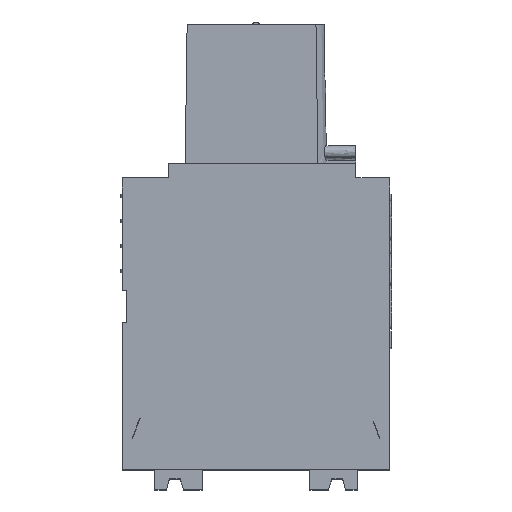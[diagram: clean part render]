
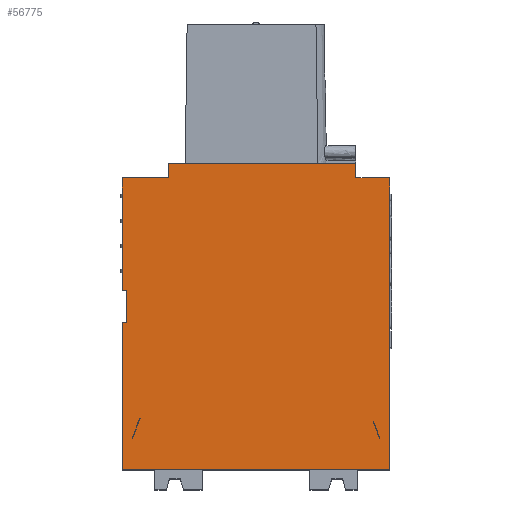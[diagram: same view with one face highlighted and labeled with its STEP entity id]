
A CAD part, top view. The second image highlights one B-rep face of the part: STEP entity #56775.
In plain terms, the highlighted planar face has unit normal (0, 0, 1).
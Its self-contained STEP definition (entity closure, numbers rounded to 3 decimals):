
#318=CARTESIAN_POINT('',(14.539,0.,-28.));
#319=VERTEX_POINT('',#318);
#326=CARTESIAN_POINT('',(14.559,0.,-28.));
#327=VERTEX_POINT('',#326);
#328=CARTESIAN_POINT('',(14.539,0.,-28.));
#329=DIRECTION('',(1.,0.,0.));
#330=VECTOR('',#329,0.02);
#331=LINE('',#328,#330);
#332=EDGE_CURVE('',#319,#327,#331,.T.);
#1118=CARTESIAN_POINT('',(14.196,0.878,-28.));
#1119=VERTEX_POINT('',#1118);
#1126=CARTESIAN_POINT('',(14.196,0.878,-28.));
#1127=DIRECTION('',(0.364,-0.931,0.));
#1128=VECTOR('',#1127,0.943);
#1129=LINE('',#1126,#1128);
#1130=EDGE_CURVE('',#1119,#319,#1129,.T.);
#1249=CARTESIAN_POINT('',(14.195,0.953,-28.));
#1250=VERTEX_POINT('',#1249);
#1257=CARTESIAN_POINT('',(14.195,0.953,-28.));
#1258=DIRECTION('',(0.01,-1.,0.));
#1259=VECTOR('',#1258,0.075);
#1260=LINE('',#1257,#1259);
#1261=EDGE_CURVE('',#1250,#1119,#1260,.T.);
#1678=CARTESIAN_POINT('',(15.109,14.6,-28.));
#1679=VERTEX_POINT('',#1678);
#1686=CARTESIAN_POINT('',(15.109,-1.77,-28.));
#1687=VERTEX_POINT('',#1686);
#1688=CARTESIAN_POINT('',(15.109,14.6,-28.));
#1689=DIRECTION('',(0.,-1.,0.));
#1690=VECTOR('',#1689,16.37);
#1691=LINE('',#1688,#1690);
#1692=EDGE_CURVE('',#1679,#1687,#1691,.T.);
#8379=CARTESIAN_POINT('',(13.209,15.4,-28.));
#8380=VERTEX_POINT('',#8379);
#8387=CARTESIAN_POINT('',(13.209,14.6,-28.));
#8388=VERTEX_POINT('',#8387);
#8389=CARTESIAN_POINT('',(13.209,15.4,-28.));
#8390=DIRECTION('',(0.,-1.,0.));
#8391=VECTOR('',#8390,0.8);
#8392=LINE('',#8389,#8391);
#8393=EDGE_CURVE('',#8380,#8388,#8392,.T.);
#8411=CARTESIAN_POINT('',(13.209,14.6,-28.));
#8412=DIRECTION('',(1.,0.,0.));
#8413=VECTOR('',#8412,1.9);
#8414=LINE('',#8411,#8413);
#8415=EDGE_CURVE('',#8388,#1679,#8414,.T.);
#9549=CARTESIAN_POINT('',(0.109,-1.77,-28.));
#9550=VERTEX_POINT('',#9549);
#9551=CARTESIAN_POINT('',(15.109,-1.77,-28.));
#9552=DIRECTION('',(-1.,0.,0.));
#9553=VECTOR('',#9552,15.);
#9554=LINE('',#9551,#9553);
#9555=EDGE_CURVE('',#1687,#9550,#9554,.T.);
#9975=CARTESIAN_POINT('',(0.109,6.5,-28.));
#9976=VERTEX_POINT('',#9975);
#9977=CARTESIAN_POINT('',(0.109,-1.77,-28.));
#9978=DIRECTION('',(0.,1.,0.));
#9979=VECTOR('',#9978,8.27);
#9980=LINE('',#9977,#9979);
#9981=EDGE_CURVE('',#9550,#9976,#9980,.T.);
#10169=CARTESIAN_POINT('',(0.359,6.5,-28.));
#10170=VERTEX_POINT('',#10169);
#10171=CARTESIAN_POINT('',(0.109,6.5,-28.));
#10172=DIRECTION('',(1.,0.,0.));
#10173=VECTOR('',#10172,0.25);
#10174=LINE('',#10171,#10173);
#10175=EDGE_CURVE('',#9976,#10170,#10174,.T.);
#10193=CARTESIAN_POINT('',(0.359,8.3,-28.));
#10194=VERTEX_POINT('',#10193);
#10195=CARTESIAN_POINT('',(0.359,6.5,-28.));
#10196=DIRECTION('',(0.,1.,0.));
#10197=VECTOR('',#10196,1.8);
#10198=LINE('',#10195,#10197);
#10199=EDGE_CURVE('',#10170,#10194,#10198,.T.);
#10217=CARTESIAN_POINT('',(0.109,8.3,-28.));
#10218=VERTEX_POINT('',#10217);
#10219=CARTESIAN_POINT('',(0.359,8.3,-28.));
#10220=DIRECTION('',(-1.,0.,0.));
#10221=VECTOR('',#10220,0.25);
#10222=LINE('',#10219,#10221);
#10223=EDGE_CURVE('',#10194,#10218,#10222,.T.);
#10241=CARTESIAN_POINT('',(0.109,14.6,-28.));
#10242=VERTEX_POINT('',#10241);
#10243=CARTESIAN_POINT('',(0.109,8.3,-28.));
#10244=DIRECTION('',(0.,1.,0.));
#10245=VECTOR('',#10244,6.3);
#10246=LINE('',#10243,#10245);
#10247=EDGE_CURVE('',#10218,#10242,#10246,.T.);
#10945=CARTESIAN_POINT('',(2.709,14.6,-28.));
#10946=VERTEX_POINT('',#10945);
#10947=CARTESIAN_POINT('',(0.109,14.6,-28.));
#10948=DIRECTION('',(1.,0.,0.));
#10949=VECTOR('',#10948,2.6);
#10950=LINE('',#10947,#10949);
#10951=EDGE_CURVE('',#10242,#10946,#10950,.T.);
#10969=CARTESIAN_POINT('',(2.709,15.4,-28.));
#10970=VERTEX_POINT('',#10969);
#10971=CARTESIAN_POINT('',(2.709,14.6,-28.));
#10972=DIRECTION('',(0.,1.,0.));
#10973=VECTOR('',#10972,0.8);
#10974=LINE('',#10971,#10973);
#10975=EDGE_CURVE('',#10946,#10970,#10974,.T.);
#11173=CARTESIAN_POINT('',(13.209,15.4,-28.));
#11174=DIRECTION('',(-1.,0.,0.));
#11175=VECTOR('',#11174,10.5);
#11176=LINE('',#11173,#11175);
#11177=EDGE_CURVE('',#8380,#10970,#11176,.T.);
#11533=CARTESIAN_POINT('',(0.678,0.,-28.));
#11534=VERTEX_POINT('',#11533);
#11541=CARTESIAN_POINT('',(1.109,1.1,-28.));
#11542=VERTEX_POINT('',#11541);
#11543=CARTESIAN_POINT('',(0.678,0.,-28.));
#11544=DIRECTION('',(0.364,0.931,0.));
#11545=VECTOR('',#11544,1.181);
#11546=LINE('',#11543,#11545);
#11547=EDGE_CURVE('',#11534,#11542,#11546,.T.);
#11845=CARTESIAN_POINT('',(0.659,0.,-28.));
#11846=VERTEX_POINT('',#11845);
#11853=CARTESIAN_POINT('',(0.659,0.,-28.));
#11854=DIRECTION('',(1.,0.,0.));
#11855=VECTOR('',#11854,0.02);
#11856=LINE('',#11853,#11855);
#11857=EDGE_CURVE('',#11846,#11534,#11856,.T.);
#56727=CARTESIAN_POINT('',(9.39,2.6,-28.));
#56728=DIRECTION('',(1.,0.,0.));
#56729=DIRECTION('',(0.,0.,1.));
#56730=AXIS2_PLACEMENT_3D('',#56727,#56729,#56728);
#56731=PLANE('',#56730);
#56732=ORIENTED_EDGE('',*,*,#10975,.F.);
#56733=ORIENTED_EDGE('',*,*,#10951,.F.);
#56734=ORIENTED_EDGE('',*,*,#10247,.F.);
#56735=ORIENTED_EDGE('',*,*,#10223,.F.);
#56736=ORIENTED_EDGE('',*,*,#10199,.F.);
#56737=ORIENTED_EDGE('',*,*,#10175,.F.);
#56738=ORIENTED_EDGE('',*,*,#9981,.F.);
#56739=ORIENTED_EDGE('',*,*,#9555,.F.);
#56740=ORIENTED_EDGE('',*,*,#1692,.F.);
#56741=ORIENTED_EDGE('',*,*,#8415,.F.);
#56742=ORIENTED_EDGE('',*,*,#8393,.F.);
#56743=ORIENTED_EDGE('',*,*,#11177,.T.);
#56744=EDGE_LOOP('',(#56732,#56733,#56734,#56735,#56736,#56737,#56738,#56739,#56740,#56741,#56742,#56743));
#56745=FACE_OUTER_BOUND('',#56744,.T.);
#56746=ORIENTED_EDGE('',*,*,#1130,.F.);
#56747=ORIENTED_EDGE('',*,*,#1261,.F.);
#56748=CARTESIAN_POINT('',(14.195,0.953,-28.));
#56749=DIRECTION('',(0.357,-0.934,0.));
#56750=VECTOR('',#56749,1.02);
#56751=LINE('',#56748,#56750);
#56752=EDGE_CURVE('',#1250,#327,#56751,.T.);
#56753=ORIENTED_EDGE('',*,*,#56752,.T.);
#56754=ORIENTED_EDGE('',*,*,#332,.F.);
#56755=EDGE_LOOP('',(#56746,#56747,#56753,#56754));
#56756=FACE_BOUND('',#56755,.T.);
#56757=ORIENTED_EDGE('',*,*,#11857,.F.);
#56758=CARTESIAN_POINT('',(1.079,1.1,-28.));
#56759=VERTEX_POINT('',#56758);
#56760=CARTESIAN_POINT('',(0.659,0.,-28.));
#56761=DIRECTION('',(0.357,0.934,0.));
#56762=VECTOR('',#56761,1.177);
#56763=LINE('',#56760,#56762);
#56764=EDGE_CURVE('',#11846,#56759,#56763,.T.);
#56765=ORIENTED_EDGE('',*,*,#56764,.T.);
#56766=CARTESIAN_POINT('',(1.079,1.1,-28.));
#56767=DIRECTION('',(1.,0.,0.));
#56768=VECTOR('',#56767,0.03);
#56769=LINE('',#56766,#56768);
#56770=EDGE_CURVE('',#56759,#11542,#56769,.T.);
#56771=ORIENTED_EDGE('',*,*,#56770,.T.);
#56772=ORIENTED_EDGE('',*,*,#11547,.F.);
#56773=EDGE_LOOP('',(#56757,#56765,#56771,#56772));
#56774=FACE_BOUND('',#56773,.T.);
#56775=ADVANCED_FACE('',(#56745,#56756,#56774),#56731,.T.);
